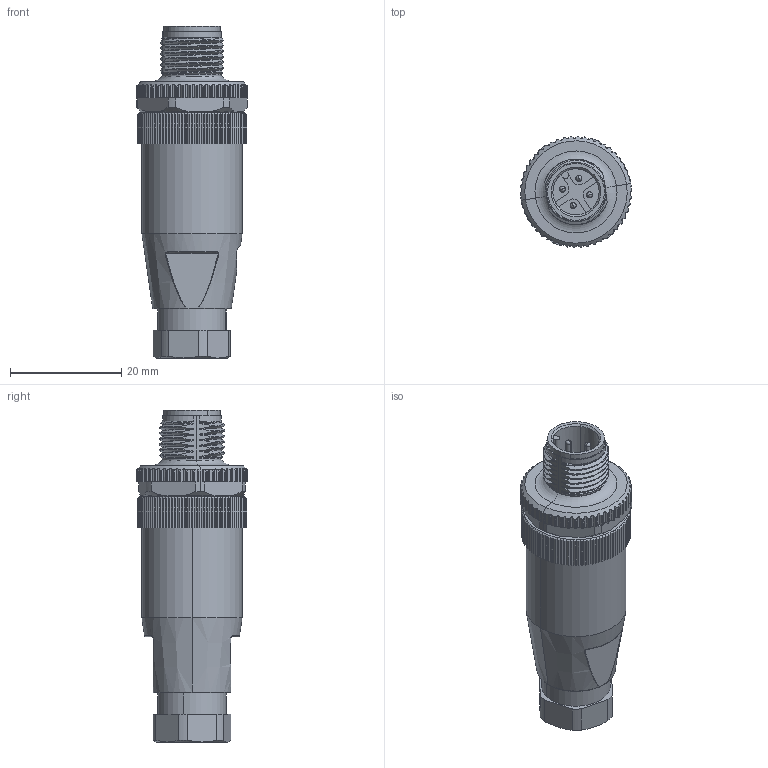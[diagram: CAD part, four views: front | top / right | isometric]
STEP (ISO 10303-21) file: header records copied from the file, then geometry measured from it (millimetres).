
FILE_DESCRIPTION((''),'2;1');
FILE_NAME('234948_ASM','2023-06-01T10:03:11',('banengservice'),('BANNER ENGINEERING'),'CREO PARAMETRIC BY PTC INC, 2022414','CREO PARAMETRIC BY PTC INC, 2022414','');
FILE_SCHEMA(('CONFIG_CONTROL_DESIGN'));
Length unit declared in the file: millimetre
Products named in the file (2): 234948_EP01; 234948_ASM
Assembly tree (1 placements, depth 2):
  234948_ASM
    234948_EP01
Bounding box: 19.88 x 19.99 x 59.6 mm (x, y, z)
Volume: 11582.5 mm3; surface area: 4377.3 mm2
Topology: 1 solids, 1 shells, 827 faces, 2397 edges, 1573 vertices
Faces by surface type: plane 373, cylinder 365, bspline 40, cone 33, torus 8, sphere 8
Entity records: 31481 total; most frequent: CARTESIAN_POINT 10517, ORIENTED_EDGE 4762, DIRECTION 3936, EDGE_CURVE 2381, VERTEX_POINT 1573, AXIS2_PLACEMENT_3D 1410, VECTOR 1116, LINE 1116
